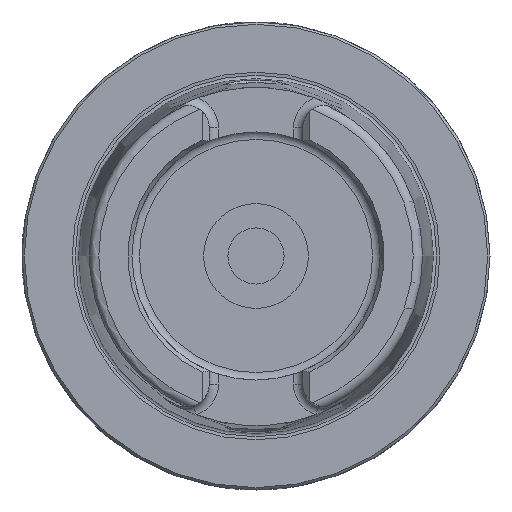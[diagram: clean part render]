
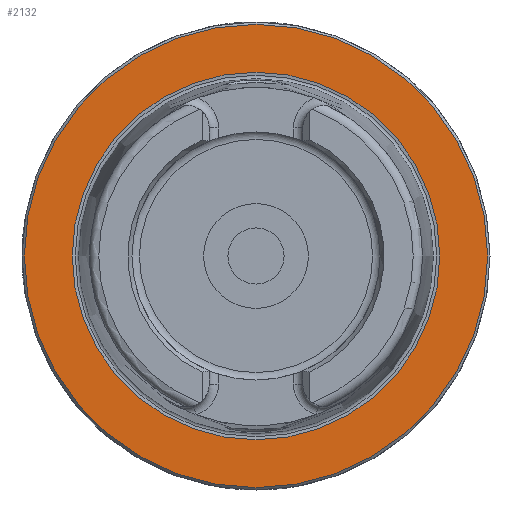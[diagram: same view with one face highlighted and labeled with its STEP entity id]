
A CAD part, left-side view. The second image highlights one B-rep face of the part: STEP entity #2132.
In plain terms, the highlighted planar face has unit normal (-1, 0, 0).
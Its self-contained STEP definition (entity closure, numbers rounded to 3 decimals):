
#112=FACE_BOUND('',#465,.T.);
#150=PLANE('',#2413);
#329=FACE_OUTER_BOUND('',#464,.T.);
#464=EDGE_LOOP('',(#1955));
#465=EDGE_LOOP('',(#1956));
#817=CIRCLE('',#2412,39.275);
#818=CIRCLE('',#2414,49.5);
#1034=VERTEX_POINT('',#4583);
#1035=VERTEX_POINT('',#4587);
#1346=EDGE_CURVE('',#1034,#1034,#817,.T.);
#1347=EDGE_CURVE('',#1035,#1035,#818,.T.);
#1955=ORIENTED_EDGE('',*,*,#1347,.F.);
#1956=ORIENTED_EDGE('',*,*,#1346,.T.);
#2132=ADVANCED_FACE('',(#329,#112),#150,.T.);
#2412=AXIS2_PLACEMENT_3D('',#4585,#3031,#3032);
#2413=AXIS2_PLACEMENT_3D('',#4586,#3033,#3034);
#2414=AXIS2_PLACEMENT_3D('',#4588,#3035,#3036);
#3031=DIRECTION('center_axis',(1.,0.,0.));
#3032=DIRECTION('ref_axis',(0.,0.,-1.));
#3033=DIRECTION('center_axis',(-1.,0.,0.));
#3034=DIRECTION('ref_axis',(0.,0.,1.));
#3035=DIRECTION('center_axis',(1.,0.,0.));
#3036=DIRECTION('ref_axis',(0.,0.,-1.));
#4583=CARTESIAN_POINT('',(0.,-39.275,0.));
#4585=CARTESIAN_POINT('Origin',(0.,0.,0.));
#4586=CARTESIAN_POINT('Origin',(0.,49.5,0.));
#4587=CARTESIAN_POINT('',(0.,-49.5,0.));
#4588=CARTESIAN_POINT('Origin',(0.,0.,0.));
